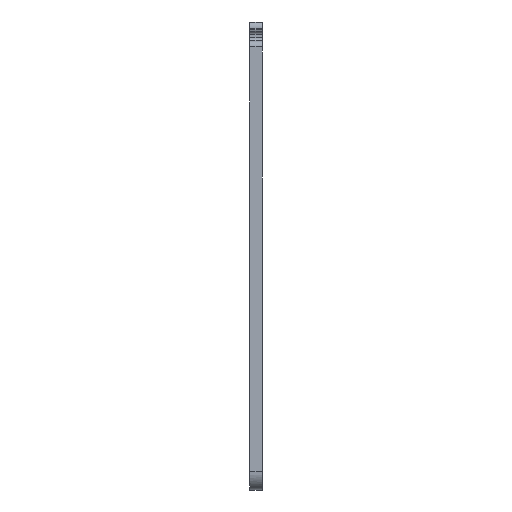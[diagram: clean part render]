
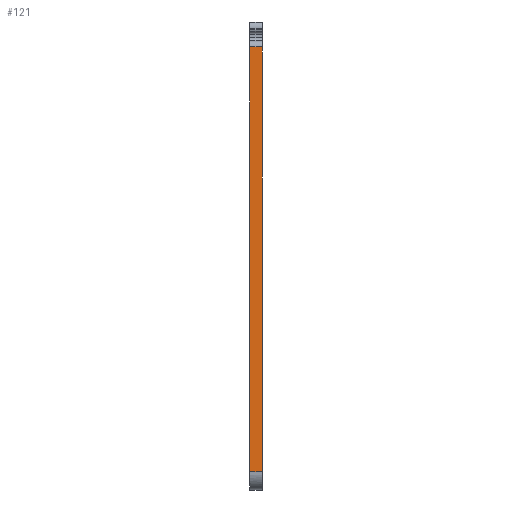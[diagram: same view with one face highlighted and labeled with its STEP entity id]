
A CAD part, front view. The second image highlights one B-rep face of the part: STEP entity #121.
In plain terms, the highlighted planar face has unit normal (0, -1, 0).
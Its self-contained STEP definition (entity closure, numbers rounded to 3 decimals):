
#86=AXIS2_PLACEMENT_3D('Plane Axis2P3D',#83,#84,#85) ;
#36=CARTESIAN_POINT('Line Origine',(2.,0.,3.)) ;
#40=CARTESIAN_POINT('Vertex',(0.,0.,3.)) ;
#42=CARTESIAN_POINT('Vertex',(2.,0.,3.)) ;
#83=CARTESIAN_POINT('Axis2P3D Location',(0.,0.,76.45)) ;
#88=CARTESIAN_POINT('Line Origine',(0.,0.,37.691)) ;
#92=CARTESIAN_POINT('Vertex',(0.,0.,72.382)) ;
#95=CARTESIAN_POINT('Line Origine',(2.,0.,34.35)) ;
#99=CARTESIAN_POINT('Vertex',(2.,0.,65.7)) ;
#102=CARTESIAN_POINT('Line Origine',(2.,0.,69.041)) ;
#106=CARTESIAN_POINT('Vertex',(2.,0.,72.382)) ;
#109=CARTESIAN_POINT('Line Origine',(1.,0.,72.382)) ;
#37=DIRECTION('Vector Direction',(1.,0.,0.)) ;
#84=DIRECTION('Axis2P3D Direction',(0.,-1.,0.)) ;
#85=DIRECTION('Axis2P3D XDirection',(0.,0.,-1.)) ;
#89=DIRECTION('Vector Direction',(0.,0.,-1.)) ;
#96=DIRECTION('Vector Direction',(0.,0.,-1.)) ;
#103=DIRECTION('Vector Direction',(0.,0.,-1.)) ;
#110=DIRECTION('Vector Direction',(1.,0.,0.)) ;
#38=VECTOR('Line Direction',#37,1.) ;
#90=VECTOR('Line Direction',#89,1.) ;
#97=VECTOR('Line Direction',#96,1.) ;
#104=VECTOR('Line Direction',#103,1.) ;
#111=VECTOR('Line Direction',#110,1.) ;
#115=ORIENTED_EDGE('',*,*,#94,.T.) ;
#116=ORIENTED_EDGE('',*,*,#44,.T.) ;
#117=ORIENTED_EDGE('',*,*,#101,.F.) ;
#118=ORIENTED_EDGE('',*,*,#108,.F.) ;
#119=ORIENTED_EDGE('',*,*,#113,.F.) ;
#121=ADVANCED_FACE('Hauptk\X2\00F6\X0\rper',(#120),#87,.T.) ;
#44=EDGE_CURVE('',#41,#43,#39,.T.) ;
#94=EDGE_CURVE('',#93,#41,#91,.T.) ;
#101=EDGE_CURVE('',#100,#43,#98,.T.) ;
#108=EDGE_CURVE('',#107,#100,#105,.T.) ;
#113=EDGE_CURVE('',#93,#107,#112,.T.) ;
#114=EDGE_LOOP('',(#115,#116,#117,#118,#119)) ;
#120=FACE_OUTER_BOUND('',#114,.T.) ;
#39=LINE('Line',#36,#38) ;
#91=LINE('Line',#88,#90) ;
#98=LINE('Line',#95,#97) ;
#105=LINE('Line',#102,#104) ;
#112=LINE('Line',#109,#111) ;
#87=PLANE('',#86) ;
#41=VERTEX_POINT('',#40) ;
#43=VERTEX_POINT('',#42) ;
#93=VERTEX_POINT('',#92) ;
#100=VERTEX_POINT('',#99) ;
#107=VERTEX_POINT('',#106) ;
